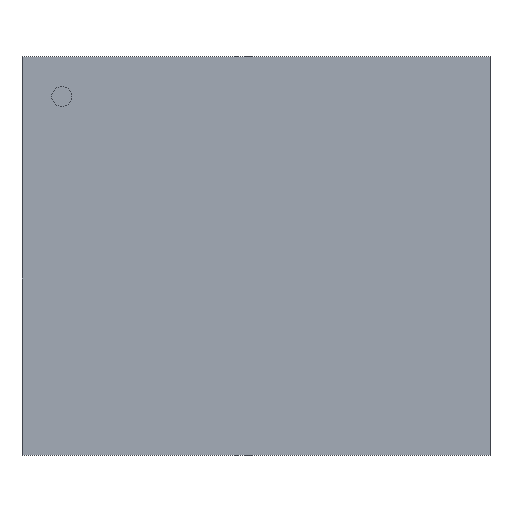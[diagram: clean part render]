
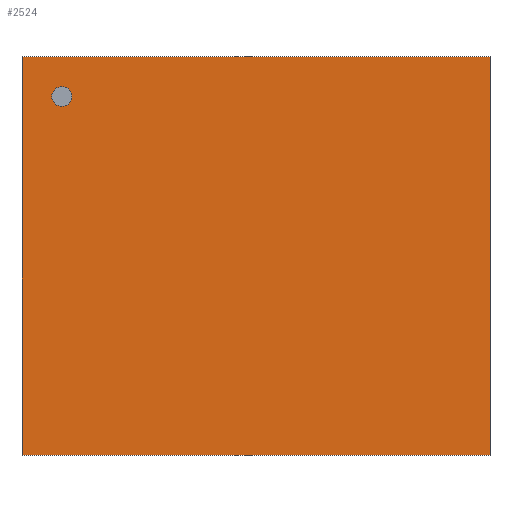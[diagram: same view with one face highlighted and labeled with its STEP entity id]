
A CAD part, top view. The second image highlights one B-rep face of the part: STEP entity #2524.
In plain terms, the highlighted planar face has unit normal (0, 0, 1).
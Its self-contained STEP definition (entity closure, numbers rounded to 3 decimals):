
#2524=ADVANCED_FACE('',(#2530),#2525,.F.);
#2525=PLANE('',#2526);
#2526=AXIS2_PLACEMENT_3D('',#2527,#2528,#2529);
#2527=CARTESIAN_POINT('Origin',(-2.222,-1.892,0.584));
#2528=DIRECTION('center_axis',(0.0,0.0,-1.0));
#2529=DIRECTION('ref_axis',(0.,1.,0.));
#2530=FACE_OUTER_BOUND('',#2531,.T.);
#2531=EDGE_LOOP('',(#2532,#2542,#2552,#2562));
#2532=ORIENTED_EDGE('',*,*,#2533,.F.);
#2533=EDGE_CURVE('',#2534,#2536,#2538,.T.);
#2534=VERTEX_POINT('',#2535);
#2535=CARTESIAN_POINT('',(2.222,-1.892,0.584));
#2536=VERTEX_POINT('',#2537);
#2537=CARTESIAN_POINT('',(-2.222,-1.892,0.584));
#2538=LINE('',#2539,#2540);
#2539=CARTESIAN_POINT('',(2.222,-1.892,0.584));
#2540=VECTOR('',#2541,4.445);
#2541=DIRECTION('',(-1.0,0.0,0.0));
#2542=ORIENTED_EDGE('',*,*,#2543,.F.);
#2543=EDGE_CURVE('',#2544,#2546,#2548,.T.);
#2544=VERTEX_POINT('',#2545);
#2545=CARTESIAN_POINT('',(2.222,1.892,0.584));
#2546=VERTEX_POINT('',#2535);
#2548=LINE('',#2549,#2550);
#2549=CARTESIAN_POINT('',(2.222,1.892,0.584));
#2550=VECTOR('',#2551,3.785);
#2551=DIRECTION('',(0.0,-1.0,0.0));
#2552=ORIENTED_EDGE('',*,*,#2553,.F.);
#2553=EDGE_CURVE('',#2554,#2556,#2558,.T.);
#2554=VERTEX_POINT('',#2555);
#2555=CARTESIAN_POINT('',(-2.222,1.892,0.584));
#2556=VERTEX_POINT('',#2545);
#2558=LINE('',#2559,#2560);
#2559=CARTESIAN_POINT('',(-2.222,1.892,0.584));
#2560=VECTOR('',#2561,4.445);
#2561=DIRECTION('',(1.0,0.0,0.0));
#2562=ORIENTED_EDGE('',*,*,#2563,.F.);
#2563=EDGE_CURVE('',#2564,#2566,#2568,.T.);
#2564=VERTEX_POINT('',#2537);
#2566=VERTEX_POINT('',#2555);
#2568=LINE('',#2569,#2570);
#2569=CARTESIAN_POINT('',(-2.222,-1.892,0.584));
#2570=VECTOR('',#2571,3.785);
#2571=DIRECTION('',(0.0,1.0,0.0));
